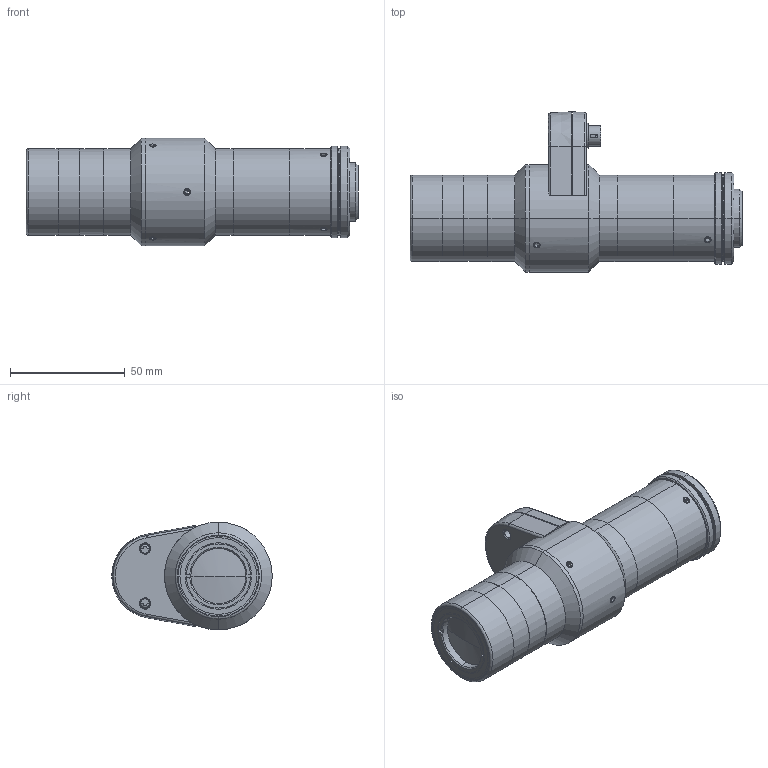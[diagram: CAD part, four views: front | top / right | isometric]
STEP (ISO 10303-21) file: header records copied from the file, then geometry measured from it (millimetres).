
FILE_DESCRIPTION (( 'STEP AP203' ), '1' );
FILE_NAME ('DP30287_TCEL150.step', '2021-10-07T10:56:58', ( '' ), ( '' ), 'SwSTEP 2.0', 'SolidWorks 2021', '' );
FILE_SCHEMA (( 'CONFIG_CONTROL_DESIGN' ));
Length unit declared in the file: millimetre
Products named in the file (1): DP30287_TCEL150
Bounding box: 144.9 x 70 x 47 mm (x, y, z)
Surface area: 32329.2 mm2 (no closed solid volume)
Topology: 0 solids, 44 shells, 270 faces, 825 edges, 591 vertices
Faces by surface type: plane 121, cylinder 98, cone 37, torus 8, sphere 6
Entity records: 9913 total; most frequent: CARTESIAN_POINT 2400, DIRECTION 1653, ORIENTED_EDGE 1297, EDGE_CURVE 825, AXIS2_PLACEMENT_3D 621, VERTEX_POINT 591, VECTOR 411, LINE 411
